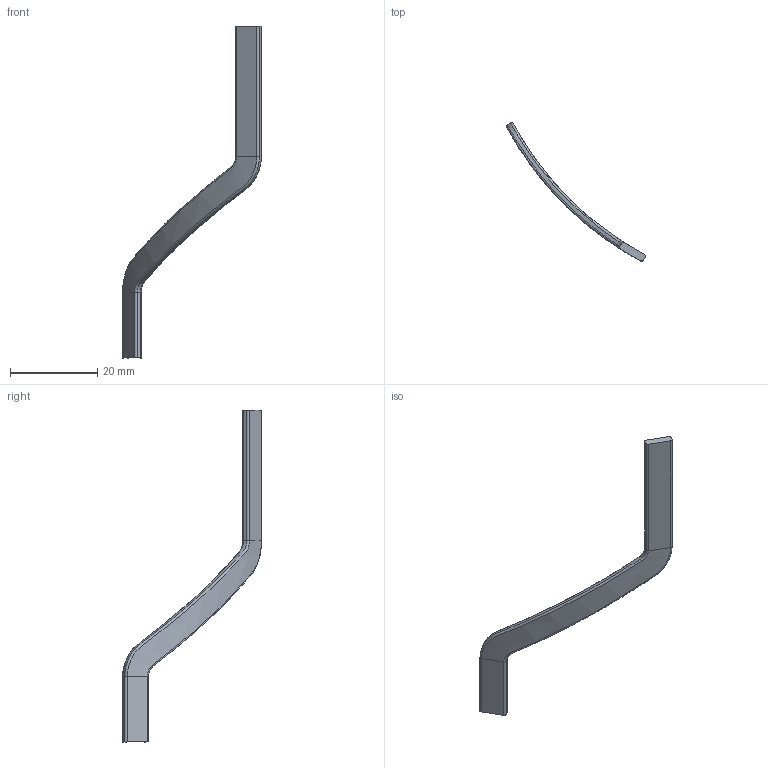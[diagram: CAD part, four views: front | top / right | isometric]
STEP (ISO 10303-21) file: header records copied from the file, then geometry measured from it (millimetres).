
FILE_DESCRIPTION(/* description */ (''),/* implementation_level */ '2;1');
FILE_NAME(/* name */ 'draht.step',/* time_stamp */ '2021-08-02T14:57:14+02:00',/* author */ (''),/* organization */ (''),/* preprocessor_version */ 'ST-DEVELOPER v18.1',/* originating_system */ 'Autodesk Translation Framework v10.9.0.1377',/* authorisation */ '');
FILE_SCHEMA (('AUTOMOTIVE_DESIGN { 1 0 10303 214 3 1 1 }'));
Length unit declared in the file: millimetre
Products named in the file (1): Fusion-Komponente
Bounding box: 31.89 x 31.89 x 76.25 mm (x, y, z)
Volume: 996.1 mm3; surface area: 1464.8 mm2
Topology: 1 solids, 1 shells, 26 faces, 57 edges, 33 vertices
Faces by surface type: plane 10, cylinder 8, bspline 8
Entity records: 1283 total; most frequent: CARTESIAN_POINT 709, ORIENTED_EDGE 114, DIRECTION 104, EDGE_CURVE 57, AXIS2_PLACEMENT_3D 36, VERTEX_POINT 33, LINE 32, VECTOR 32
